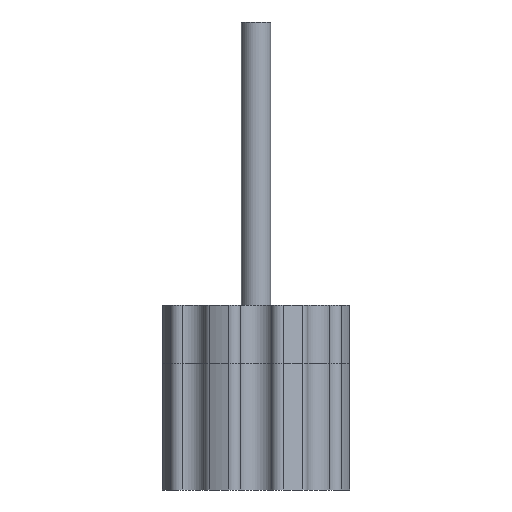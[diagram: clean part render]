
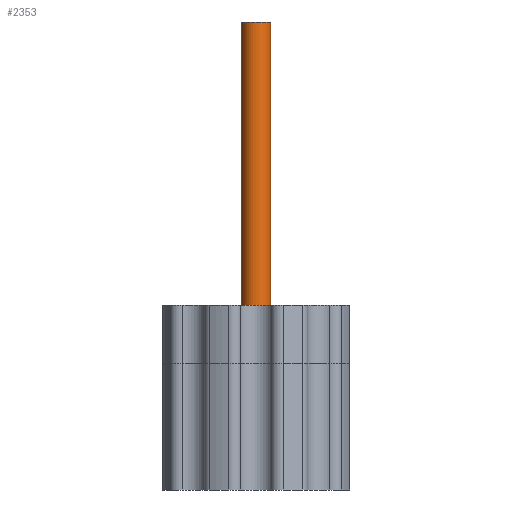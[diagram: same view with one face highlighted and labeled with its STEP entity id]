
A CAD part, front view. The second image highlights one B-rep face of the part: STEP entity #2353.
In plain terms, the highlighted cylindrical face has radius 3 mm (diameter 6 mm), a partial arc.
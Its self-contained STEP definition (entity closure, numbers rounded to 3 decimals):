
#42 = VECTOR ( 'NONE', #2290, 1000. ) ;
#100 = ORIENTED_EDGE ( 'NONE', *, *, #2291, .T. ) ;
#160 = DIRECTION ( 'NONE',  ( 1., 0., 0. ) ) ;
#372 = CARTESIAN_POINT ( 'NONE',  ( 70., 0., -3. ) ) ;
#610 = DIRECTION ( 'NONE',  ( 0., 0., 1. ) ) ;
#655 = DIRECTION ( 'NONE',  ( -1., 0., 0. ) ) ;
#740 = LINE ( 'NONE', #372, #42 ) ;
#795 = ORIENTED_EDGE ( 'NONE', *, *, #2447, .F. ) ;
#837 = ORIENTED_EDGE ( 'NONE', *, *, #1304, .T. ) ;
#941 = VERTEX_POINT ( 'NONE', #3025 ) ;
#1114 = CARTESIAN_POINT ( 'NONE',  ( 0., 0., -3. ) ) ;
#1237 = CYLINDRICAL_SURFACE ( 'NONE', #4060, 3. ) ;
#1304 = EDGE_CURVE ( 'NONE', #941, #3571, #3241, .T. ) ;
#1384 = DIRECTION ( 'NONE',  ( 0., 0., -1. ) ) ;
#1598 = CIRCLE ( 'NONE', #3391, 3. ) ;
#1625 = VERTEX_POINT ( 'NONE', #1114 ) ;
#2182 = VECTOR ( 'NONE', #655, 1000. ) ;
#2290 = DIRECTION ( 'NONE',  ( -1., 0., 0. ) ) ;
#2291 = EDGE_CURVE ( 'NONE', #3571, #1625, #2480, .T. ) ;
#2353 = ADVANCED_FACE ( 'NONE', ( #3107 ), #1237, .T. ) ;
#2367 = CARTESIAN_POINT ( 'NONE',  ( 0., 0., 3. ) ) ;
#2447 = EDGE_CURVE ( 'NONE', #3035, #1625, #740, .T. ) ;
#2480 = CIRCLE ( 'NONE', #3943, 3. ) ;
#2510 = DIRECTION ( 'NONE',  ( 1., 0., 0. ) ) ;
#2523 = CARTESIAN_POINT ( 'NONE',  ( 70., 0., 0. ) ) ;
#2942 = ORIENTED_EDGE ( 'NONE', *, *, #4084, .F. ) ;
#3016 = CARTESIAN_POINT ( 'NONE',  ( 0., 0., 0. ) ) ;
#3025 = CARTESIAN_POINT ( 'NONE',  ( 70., 0., 3. ) ) ;
#3035 = VERTEX_POINT ( 'NONE', #3815 ) ;
#3107 = FACE_OUTER_BOUND ( 'NONE', #3369, .T. ) ;
#3140 = DIRECTION ( 'NONE',  ( 0., 0., -1. ) ) ;
#3241 = LINE ( 'NONE', #3491, #2182 ) ;
#3369 = EDGE_LOOP ( 'NONE', ( #795, #2942, #837, #100 ) ) ;
#3391 = AXIS2_PLACEMENT_3D ( 'NONE', #4083, #2510, #3140 ) ;
#3465 = DIRECTION ( 'NONE',  ( -1., 0., 0. ) ) ;
#3491 = CARTESIAN_POINT ( 'NONE',  ( 70., 0., 3. ) ) ;
#3571 = VERTEX_POINT ( 'NONE', #2367 ) ;
#3815 = CARTESIAN_POINT ( 'NONE',  ( 70., 0., -3. ) ) ;
#3943 = AXIS2_PLACEMENT_3D ( 'NONE', #3016, #160, #1384 ) ;
#4060 = AXIS2_PLACEMENT_3D ( 'NONE', #2523, #3465, #610 ) ;
#4083 = CARTESIAN_POINT ( 'NONE',  ( 70., 0., 0. ) ) ;
#4084 = EDGE_CURVE ( 'NONE', #941, #3035, #1598, .T. ) ;
